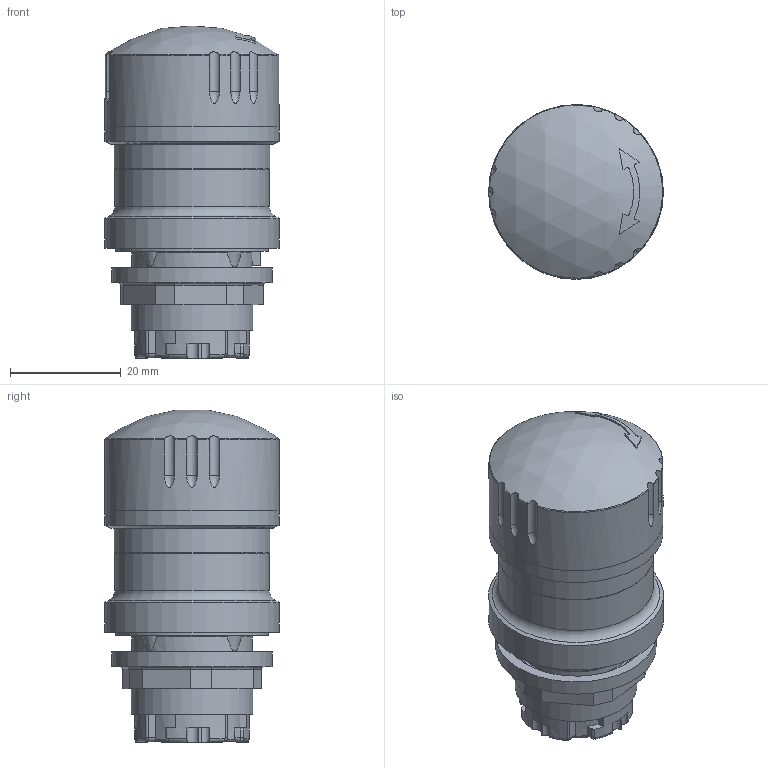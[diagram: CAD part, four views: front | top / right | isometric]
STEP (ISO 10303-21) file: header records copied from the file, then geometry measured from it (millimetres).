
FILE_DESCRIPTION(/* description */ (''),/* implementation_level */ '2;1');
FILE_NAME(/* name */ 'QRUV.stp',/* time_stamp */ '2017-08-22T10:24:06+02:00',/* author */ ('mharscher'),/* organization */ (''),/* preprocessor_version */ 'ST-DEVELOPER v16.1',/* originating_system */ 'Autodesk Inventor 2016',/* authorisation */ '');
FILE_SCHEMA (('AUTOMOTIVE_DESIGN { 1 0 10303 214 3 1 1 }'));
Length unit declared in the file: centimetre
Products named in the file (1): QRUV
Bounding box: 31.6 x 31.6 x 60.04 mm (x, y, z)
Volume: 35026.1 mm3; surface area: 8743.3 mm2
Topology: 1 solids, 5 shells, 234 faces, 596 edges, 382 vertices
Faces by surface type: cylinder 96, plane 73, torus 37, bspline 17, cone 9, sphere 2
Full cylindrical faces by diameter (mm): 20.947 x1, 21.85 x1, 22 x2, 22.6 x1, 25.35 x1, 27.65 x1, 28 x1, 28.1 x1, 29 x1, 29.6 x1, 31.5 x1, 31.55 x1, 31.6 x1
Entity records: 8257 total; most frequent: CARTESIAN_POINT 2812, ORIENTED_EDGE 1134, DIRECTION 1122, EDGE_CURVE 563, AXIS2_PLACEMENT_3D 463, VERTEX_POINT 373, EDGE_LOOP 272, FACE_OUTER_BOUND 234
